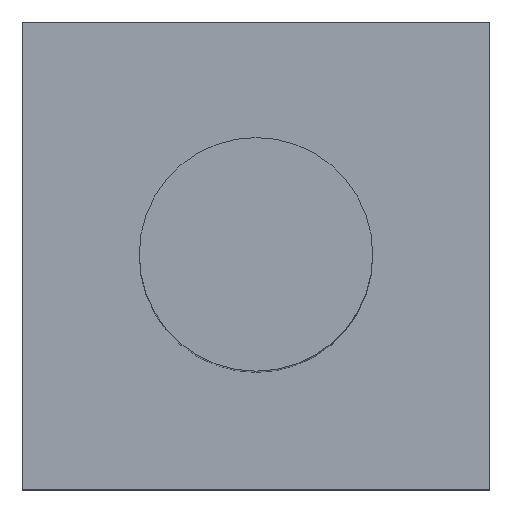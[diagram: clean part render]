
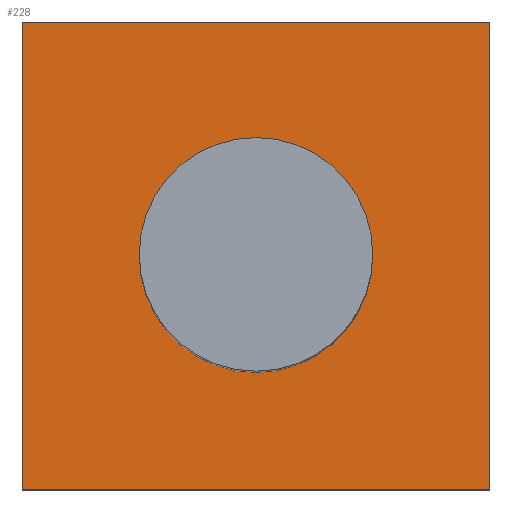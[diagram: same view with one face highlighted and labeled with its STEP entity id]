
A CAD part, top view. The second image highlights one B-rep face of the part: STEP entity #228.
In plain terms, the highlighted planar face has unit normal (0, 0, 1).
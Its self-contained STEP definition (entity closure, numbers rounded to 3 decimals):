
#121=FACE_OUTER_BOUND('',#130,.T.);
#130=EDGE_LOOP('',(#205,#206,#207,#208));
#139=LINE('',#463,#152);
#141=LINE('',#467,#154);
#143=LINE('',#471,#156);
#145=LINE('',#474,#158);
#152=VECTOR('',#362,10.);
#154=VECTOR('',#366,10.);
#156=VECTOR('',#370,10.);
#158=VECTOR('',#374,10.);
#164=VERTEX_POINT('',#460);
#165=VERTEX_POINT('',#462);
#166=VERTEX_POINT('',#466);
#167=VERTEX_POINT('',#470);
#175=EDGE_CURVE('',#165,#164,#139,.T.);
#177=EDGE_CURVE('',#166,#165,#141,.T.);
#179=EDGE_CURVE('',#167,#166,#143,.T.);
#181=EDGE_CURVE('',#164,#167,#145,.T.);
#205=ORIENTED_EDGE('',*,*,#181,.T.);
#206=ORIENTED_EDGE('',*,*,#179,.T.);
#207=ORIENTED_EDGE('',*,*,#177,.T.);
#208=ORIENTED_EDGE('',*,*,#175,.T.);
#220=PLANE('',#313);
#228=ADVANCED_FACE('',(#121),#220,.T.);
#313=AXIS2_PLACEMENT_3D('',#475,#375,#376);
#362=DIRECTION('',(0.,1.,0.));
#366=DIRECTION('',(1.,0.,0.));
#370=DIRECTION('',(0.,-1.,0.));
#374=DIRECTION('',(-1.,0.,0.));
#375=DIRECTION('center_axis',(0.,0.,1.));
#376=DIRECTION('ref_axis',(1.,0.,0.));
#460=CARTESIAN_POINT('',(5.,5.,5.));
#462=CARTESIAN_POINT('',(5.,-5.,5.));
#463=CARTESIAN_POINT('',(5.,-5.,5.));
#466=CARTESIAN_POINT('',(-5.,-5.,5.));
#467=CARTESIAN_POINT('',(-5.,-5.,5.));
#470=CARTESIAN_POINT('',(-5.,5.,5.));
#471=CARTESIAN_POINT('',(-5.,5.,5.));
#474=CARTESIAN_POINT('',(5.,5.,5.));
#475=CARTESIAN_POINT('Origin',(0.,0.,5.));
